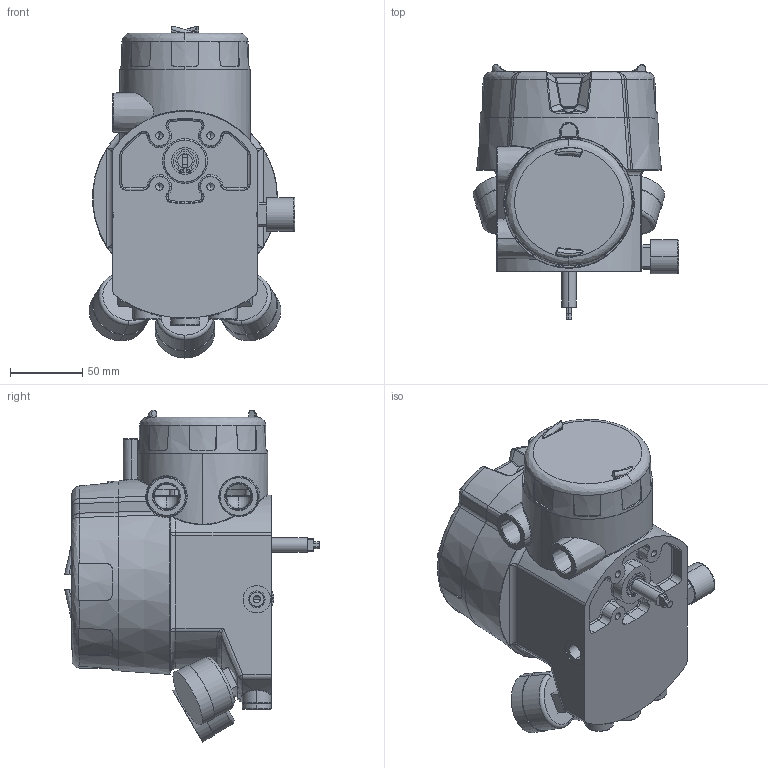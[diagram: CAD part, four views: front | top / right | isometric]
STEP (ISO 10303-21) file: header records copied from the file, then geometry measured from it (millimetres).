
FILE_DESCRIPTION (( 'STEP AP214' ), '1' );
FILE_NAME ('D(3&20)EX_med manometerar_140814.STEP', '2014-08-14T08:57:31', ( '' ), ( '' ), 'SwSTEP 2.0', 'SolidWorks 2013', '' );
FILE_SCHEMA (( 'AUTOMOTIVE_DESIGN' ));
Length unit declared in the file: millimetre
Products named in the file (1): D(3&20)EX_med manometerar_140814
Bounding box: 142.31 x 176.24 x 229.66 mm (x, y, z)
Volume: 1047979.9 mm3; surface area: 284207.4 mm2
Topology: 15 solids, 15 shells, 1499 faces, 3805 edges, 2358 vertices
Faces by surface type: cylinder 430, cone 320, plane 312, bspline 220, torus 197, sphere 20
Entity records: 108027 total; most frequent: CARTESIAN_POINT 74822, ORIENTED_EDGE 7482, DIRECTION 5989, EDGE_CURVE 3741, AXIS2_PLACEMENT_3D 2475, VERTEX_POINT 2354, EDGE_LOOP 1621, FACE_OUTER_BOUND 1499
